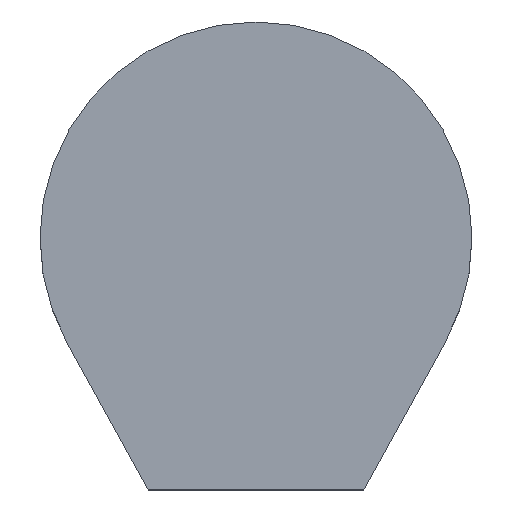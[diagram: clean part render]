
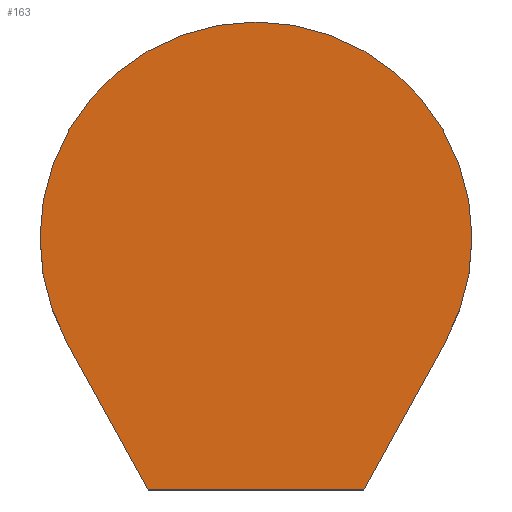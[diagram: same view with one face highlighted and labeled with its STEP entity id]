
A CAD part, top view. The second image highlights one B-rep face of the part: STEP entity #163.
In plain terms, the highlighted planar face has unit normal (0, 0, 1).
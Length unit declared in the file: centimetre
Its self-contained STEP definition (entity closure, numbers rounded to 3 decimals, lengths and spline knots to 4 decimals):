
#9 = VERTEX_POINT ( 'NONE', #276 ) ;
#19 = AXIS2_PLACEMENT_3D ( 'NONE', #61, #157, #257 ) ;
#22 = CARTESIAN_POINT ( 'NONE',  ( 0., 0., 0.0754 ) ) ;
#40 = CARTESIAN_POINT ( 'NONE',  ( -2.6293, -1.4446, 0.0754 ) ) ;
#45 = CIRCLE ( 'NONE', #87, 3. ) ;
#47 = DIRECTION ( 'NONE',  ( 1., 0., 0. ) ) ;
#51 = ORIENTED_EDGE ( 'NONE', *, *, #242, .T. ) ;
#53 = CARTESIAN_POINT ( 'NONE',  ( 0., 0., 0.0754 ) ) ;
#60 = VERTEX_POINT ( 'NONE', #83 ) ;
#61 = CARTESIAN_POINT ( 'NONE',  ( 0., 0., 0.0754 ) ) ;
#64 = CARTESIAN_POINT ( 'NONE',  ( -2.6293, -1.4446, 0.0754 ) ) ;
#67 = DIRECTION ( 'NONE',  ( 0., 0., 1. ) ) ;
#69 = CARTESIAN_POINT ( 'NONE',  ( 0., 0., 0.0754 ) ) ;
#71 = CIRCLE ( 'NONE', #19, 3. ) ;
#76 = VERTEX_POINT ( 'NONE', #111 ) ;
#80 = VERTEX_POINT ( 'NONE', #302 ) ;
#83 = CARTESIAN_POINT ( 'NONE',  ( 2.6293, -1.4446, 0.0754 ) ) ;
#86 = VERTEX_POINT ( 'NONE', #278 ) ;
#87 = AXIS2_PLACEMENT_3D ( 'NONE', #69, #67, #47 ) ;
#97 = EDGE_CURVE ( 'NONE', #60, #9, #71, .T. ) ;
#111 = CARTESIAN_POINT ( 'NONE',  ( 1.5, -3.5, 0.0754 ) ) ;
#126 = EDGE_CURVE ( 'NONE', #9, #80, #226, .T. ) ;
#139 = DIRECTION ( 'NONE',  ( -0.482, 0.876, 0. ) ) ;
#144 = CARTESIAN_POINT ( 'NONE',  ( 2.6293, -1.4446, 0.0754 ) ) ;
#145 = CARTESIAN_POINT ( 'NONE',  ( 0., -3.5, 0.0754 ) ) ;
#148 = VERTEX_POINT ( 'NONE', #64 ) ;
#150 = VECTOR ( 'NONE', #139, 100. ) ;
#151 = ORIENTED_EDGE ( 'NONE', *, *, #126, .T. ) ;
#153 = ORIENTED_EDGE ( 'NONE', *, *, #97, .T. ) ;
#157 = DIRECTION ( 'NONE',  ( 0., 0., 1. ) ) ;
#162 = LINE ( 'NONE', #145, #273 ) ;
#163 = ADVANCED_FACE ( 'NONE', ( #239 ), #186, .T. ) ;
#167 = AXIS2_PLACEMENT_3D ( 'NONE', #53, #197, #294 ) ;
#179 = EDGE_CURVE ( 'NONE', #76, #60, #211, .T. ) ;
#186 = PLANE ( 'NONE',  #256 ) ;
#197 = DIRECTION ( 'NONE',  ( 0., 0., 1. ) ) ;
#199 = ORIENTED_EDGE ( 'NONE', *, *, #265, .F. ) ;
#200 = EDGE_LOOP ( 'NONE', ( #248, #153, #151, #51, #199, #221 ) ) ;
#211 = LINE ( 'NONE', #144, #269 ) ;
#221 = ORIENTED_EDGE ( 'NONE', *, *, #262, .T. ) ;
#226 = CIRCLE ( 'NONE', #167, 3. ) ;
#237 = DIRECTION ( 'NONE',  ( 0., 0., 1. ) ) ;
#239 = FACE_OUTER_BOUND ( 'NONE', #200, .T. ) ;
#242 = EDGE_CURVE ( 'NONE', #80, #148, #45, .T. ) ;
#248 = ORIENTED_EDGE ( 'NONE', *, *, #179, .T. ) ;
#256 = AXIS2_PLACEMENT_3D ( 'NONE', #22, #237, #264 ) ;
#257 = DIRECTION ( 'NONE',  ( 1., 0., 0. ) ) ;
#259 = LINE ( 'NONE', #40, #150 ) ;
#262 = EDGE_CURVE ( 'NONE', #86, #76, #162, .T. ) ;
#264 = DIRECTION ( 'NONE',  ( 1., 0., 0. ) ) ;
#265 = EDGE_CURVE ( 'NONE', #86, #148, #259, .T. ) ;
#269 = VECTOR ( 'NONE', #306, 100. ) ;
#273 = VECTOR ( 'NONE', #303, 100. ) ;
#276 = CARTESIAN_POINT ( 'NONE',  ( 3., 0., 0.0754 ) ) ;
#278 = CARTESIAN_POINT ( 'NONE',  ( -1.5, -3.5, 0.0754 ) ) ;
#294 = DIRECTION ( 'NONE',  ( 1., 0., 0. ) ) ;
#302 = CARTESIAN_POINT ( 'NONE',  ( -3., 0., 0.0754 ) ) ;
#303 = DIRECTION ( 'NONE',  ( 1., 0., 0. ) ) ;
#306 = DIRECTION ( 'NONE',  ( 0.482, 0.876, 0. ) ) ;
